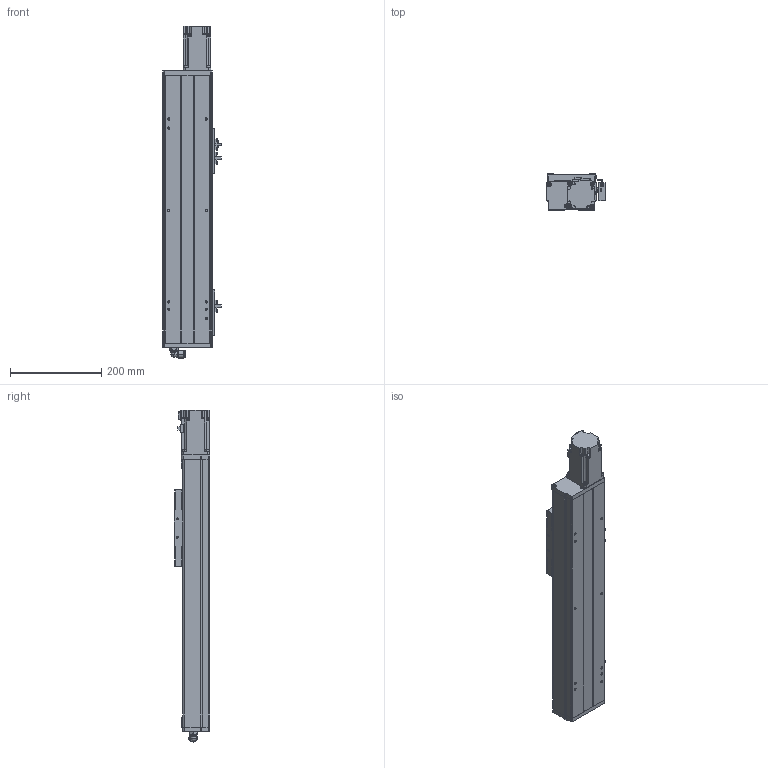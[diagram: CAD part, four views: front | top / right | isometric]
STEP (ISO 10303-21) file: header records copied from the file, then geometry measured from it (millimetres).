
FILE_DESCRIPTION (( 'STEP AP203' ), '1' );
FILE_NAME ('YSC100-1P-MS-300.step', '2018-08-08T07:43:06', ( 'admin' ), ( '' ), 'SwSTEP 2.0', 'SolidWorks 2016', '' );
FILE_SCHEMA (( 'CONFIG_CONTROL_DESIGN' ));
Length unit declared in the file: millimetre
Products named in the file (9): AP-SC-10005-1P-MS; YSC100-1P-MS-300; AP-SC-10003-1P-MS; AP-SC-10002-1P-MS; AP-SC-10007-1P-MS; AP-SC-10001-1P-MS; AP-SC-10006-1P-MS; AP-SC-1P-MS; AP-SC-10004-1P-MS
Assembly tree (8 placements, depth 2):
  YSC100-1P-MS-300
    AP-SC-10003-1P-MS
    AP-SC-10002-1P-MS
    AP-SC-10007-1P-MS
    AP-SC-10001-1P-MS
    AP-SC-10006-1P-MS
    AP-SC-1P-MS
    AP-SC-10004-1P-MS
    AP-SC-10005-1P-MS
Bounding box: 127.7 x 78.5 x 726.05 mm (x, y, z)
Volume: 1259879.7 mm3; surface area: 598037.5 mm2
Topology: 8 solids, 60 shells, 1155 faces, 3037 edges, 1952 vertices
Faces by surface type: plane 582, cylinder 368, cone 146, torus 48, bspline 6, sphere 5
Entity records: 36338 total; most frequent: CARTESIAN_POINT 6427, DIRECTION 6323, ORIENTED_EDGE 5659, EDGE_CURVE 2991, AXIS2_PLACEMENT_3D 2233, VERTEX_POINT 1951, VECTOR 1857, LINE 1857
